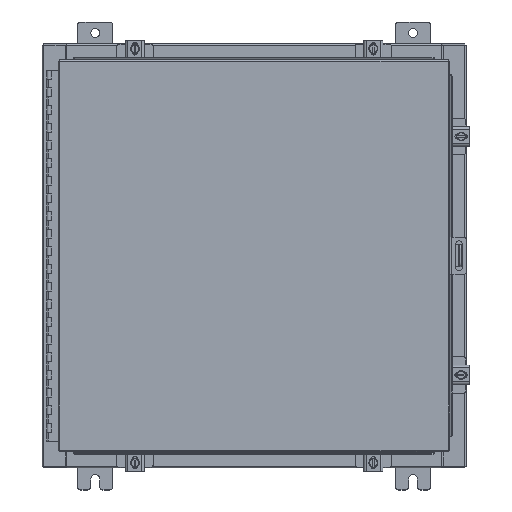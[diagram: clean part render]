
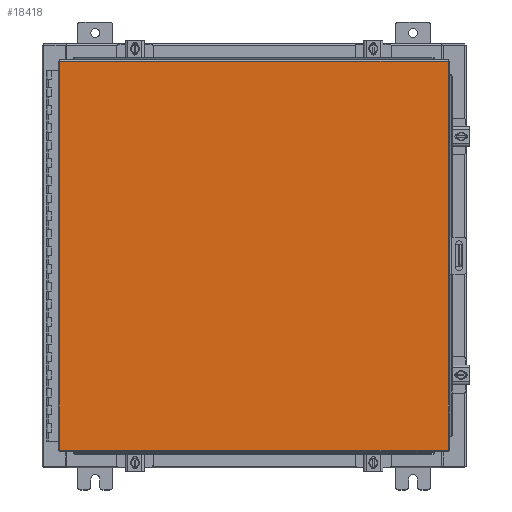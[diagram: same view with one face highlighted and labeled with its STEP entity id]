
A CAD part, top view. The second image highlights one B-rep face of the part: STEP entity #18418.
In plain terms, the highlighted planar face has unit normal (0, 0, 1).
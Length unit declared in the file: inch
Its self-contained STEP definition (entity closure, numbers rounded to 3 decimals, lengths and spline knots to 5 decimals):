
#441 = CARTESIAN_POINT ( 'NONE',  ( 10.9903, -11.0063, 0. ) ) ;
#1686 = VECTOR ( 'NONE', #18813, 39.37008 ) ;
#2120 = DIRECTION ( 'NONE',  ( 1., 0., 0. ) ) ;
#3743 = CARTESIAN_POINT ( 'NONE',  ( -10.9903, 11.0063, 0. ) ) ;
#4369 = CARTESIAN_POINT ( 'NONE',  ( 10.9903, 11.0063, 0. ) ) ;
#4709 = AXIS2_PLACEMENT_3D ( 'NONE', #29235, #31887, #16740 ) ;
#5469 = CARTESIAN_POINT ( 'NONE',  ( 10.9903, -11.0063, 0. ) ) ;
#6217 = LINE ( 'NONE', #7025, #11300 ) ;
#6621 = LINE ( 'NONE', #441, #12484 ) ;
#7025 = CARTESIAN_POINT ( 'NONE',  ( -10.9903, -11.0063, 0. ) ) ;
#8598 = VECTOR ( 'NONE', #21740, 39.37008 ) ;
#11300 = VECTOR ( 'NONE', #2120, 39.37008 ) ;
#11659 = ORIENTED_EDGE ( 'NONE', *, *, #27428, .T. ) ;
#11709 = PLANE ( 'NONE',  #4709 ) ;
#12484 = VECTOR ( 'NONE', #27831, 39.37008 ) ;
#13147 = CARTESIAN_POINT ( 'NONE',  ( 10.9903, 11.0063, 0. ) ) ;
#13176 = EDGE_LOOP ( 'NONE', ( #20334, #21811, #23710, #11659 ) ) ;
#14306 = VERTEX_POINT ( 'NONE', #23727 ) ;
#16277 = CARTESIAN_POINT ( 'NONE',  ( -10.9903, 11.0063, 0. ) ) ;
#16740 = DIRECTION ( 'NONE',  ( -1., 0., 0. ) ) ;
#17526 = VERTEX_POINT ( 'NONE', #5469 ) ;
#17719 = VERTEX_POINT ( 'NONE', #3743 ) ;
#18418 = ADVANCED_FACE ( 'NONE', ( #31294 ), #11709, .F. ) ;
#18813 = DIRECTION ( 'NONE',  ( 0., -1., 0. ) ) ;
#20334 = ORIENTED_EDGE ( 'NONE', *, *, #27049, .T. ) ;
#20716 = LINE ( 'NONE', #16277, #1686 ) ;
#21740 = DIRECTION ( 'NONE',  ( -1., 0., 0. ) ) ;
#21811 = ORIENTED_EDGE ( 'NONE', *, *, #26781, .T. ) ;
#23710 = ORIENTED_EDGE ( 'NONE', *, *, #26994, .T. ) ;
#23727 = CARTESIAN_POINT ( 'NONE',  ( -10.9903, -11.0063, 0. ) ) ;
#25495 = VERTEX_POINT ( 'NONE', #13147 ) ;
#26144 = LINE ( 'NONE', #4369, #8598 ) ;
#26781 = EDGE_CURVE ( 'NONE', #17526, #25495, #6621, .T. ) ;
#26994 = EDGE_CURVE ( 'NONE', #25495, #17719, #26144, .T. ) ;
#27049 = EDGE_CURVE ( 'NONE', #14306, #17526, #6217, .T. ) ;
#27428 = EDGE_CURVE ( 'NONE', #17719, #14306, #20716, .T. ) ;
#27831 = DIRECTION ( 'NONE',  ( 0., 1., 0. ) ) ;
#29235 = CARTESIAN_POINT ( 'NONE',  ( 0., 0., 0. ) ) ;
#31294 = FACE_OUTER_BOUND ( 'NONE', #13176, .T. ) ;
#31887 = DIRECTION ( 'NONE',  ( 0., 0., -1. ) ) ;
